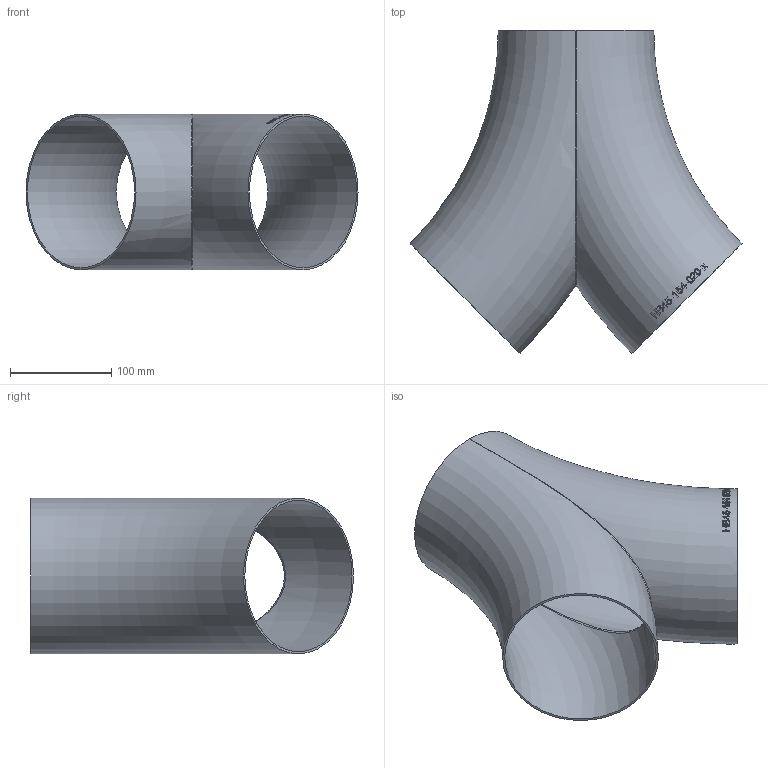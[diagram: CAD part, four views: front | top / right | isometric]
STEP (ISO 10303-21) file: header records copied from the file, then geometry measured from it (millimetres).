
FILE_DESCRIPTION (( 'STEP AP214' ), '1' );
FILE_NAME ('HB45-154-020-x Hosenbogen 45° 2006.STEP', '2020-05-29T10:14:22', ( '' ), ( '' ), 'SwSTEP 2.0', 'SolidWorks 2019', '' );
FILE_SCHEMA (( 'AUTOMOTIVE_DESIGN' ));
Length unit declared in the file: millimetre
Products named in the file (1): HB45-154-020-x Hosenbogen 45° 2006
Bounding box: 328.56 x 319.61 x 154 mm (x, y, z)
Volume: 374803.7 mm3; surface area: 376787.7 mm2
Topology: 1 solids, 1 shells, 189 faces, 505 edges, 332 vertices
Faces by surface type: bspline 160, torus 26, plane 3
Entity records: 24350 total; most frequent: CARTESIAN_POINT 19244, ORIENTED_EDGE 972, EDGE_CURVE 486, B_SPLINE_CURVE_WITH_KNOTS 478, VERTEX_POINT 324, EDGE_LOOP 214, FACE_OUTER_BOUND 191, ADVANCED_FACE 187
